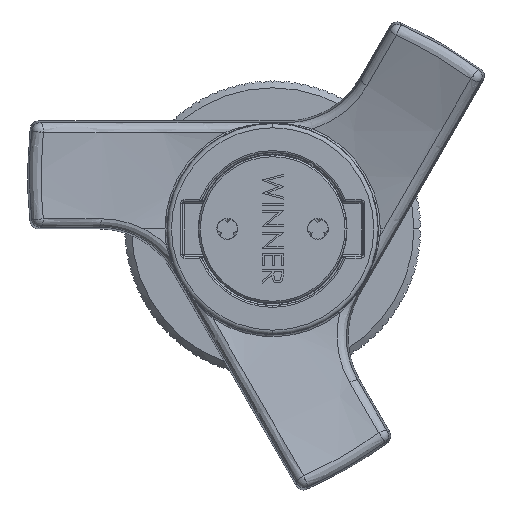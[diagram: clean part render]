
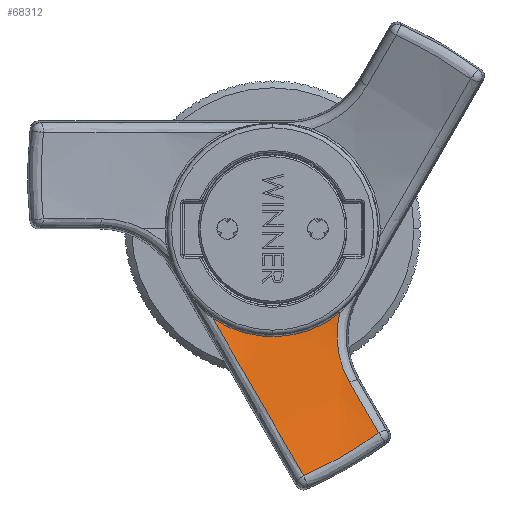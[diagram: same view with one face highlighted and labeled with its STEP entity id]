
A CAD part, left-side view. The second image highlights one B-rep face of the part: STEP entity #68312.
In plain terms, the highlighted spherical face has radius 70 mm.
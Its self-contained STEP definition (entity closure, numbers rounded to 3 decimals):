
#1402 = AXIS2_PLACEMENT_3D ( 'NONE', #99824, #6196, #7198 ) ;
#1768 = VERTEX_POINT ( 'NONE', #96360 ) ;
#3078 = CARTESIAN_POINT ( 'NONE',  ( -86.587, -7.991, -15.592 ) ) ;
#5018 = CARTESIAN_POINT ( 'NONE',  ( -89.388, -1.971, -26.233 ) ) ;
#6196 = DIRECTION ( 'NONE',  ( 0., 0., 1. ) ) ;
#7198 = DIRECTION ( 'NONE',  ( 0., 1., 0. ) ) ;
#8247 = B_SPLINE_CURVE_WITH_KNOTS ( 'NONE', 3,
 ( #78437, #31550, #69945, #79116 ),
 .UNSPECIFIED., .F., .F.,
 ( 4, 4 ),
 ( 0., 0.01 ),
 .UNSPECIFIED. ) ;
#9392 = EDGE_CURVE ( 'NONE', #48267, #1768, #56666, .T. ) ;
#10926 = CARTESIAN_POINT ( 'NONE',  ( -85.72, -7.668, -11.377 ) ) ;
#11261 = CARTESIAN_POINT ( 'NONE',  ( -85.897, -7.601, -12.441 ) ) ;
#13623 = B_SPLINE_CURVE_WITH_KNOTS ( 'NONE', 3,
 ( #43536, #90453, #59490, #20360, #43875, #51673, #5018, #81598 ),
 .UNSPECIFIED., .F., .F.,
 ( 4, 2, 2, 4 ),
 ( 0.007, 0.013, 0.018, 0.029 ),
 .UNSPECIFIED. ) ;
#17773 = CARTESIAN_POINT ( 'NONE',  ( -85.962, -7.601, -12.795 ) ) ;
#20360 = CARTESIAN_POINT ( 'NONE',  ( -86.506, 3.385, -16.953 ) ) ;
#20985 = FACE_OUTER_BOUND ( 'NONE', #87850, .T. ) ;
#23888 = ORIENTED_EDGE ( 'NONE', *, *, #9392, .T. ) ;
#25917 = CARTESIAN_POINT ( 'NONE',  ( -86.415, -7.824, -14.913 ) ) ;
#26253 = CARTESIAN_POINT ( 'NONE',  ( -85.53, -7.927, -9.961 ) ) ;
#26593 = CARTESIAN_POINT ( 'NONE',  ( -86.959, -8.449, -16.908 ) ) ;
#29713 = DIRECTION ( 'NONE',  ( 1., 0., 0. ) ) ;
#31186 = CARTESIAN_POINT ( 'NONE',  ( -87.371, -9.091, -18.152 ) ) ;
#31550 = CARTESIAN_POINT ( 'NONE',  ( -90.392, -6.783, -27.812 ) ) ;
#32394 = EDGE_CURVE ( 'NONE', #65276, #79591, #69492, .T. ) ;
#34433 = CARTESIAN_POINT ( 'NONE',  ( -85.617, -7.771, -10.668 ) ) ;
#34926 = ORIENTED_EDGE ( 'NONE', *, *, #100352, .T. ) ;
#36268 = CARTESIAN_POINT ( 'NONE',  ( -87.371, -9.091, -18.152 ) ) ;
#36309 = ORIENTED_EDGE ( 'NONE', *, *, #39195, .T. ) ;
#37133 = CARTESIAN_POINT ( 'NONE',  ( -89.842, -12.52, -24.09 ) ) ;
#39195 = EDGE_CURVE ( 'NONE', #1768, #60476, #13623, .T. ) ;
#43471 = CARTESIAN_POINT ( 'NONE',  ( -90.844, -3.676, -29.186 ) ) ;
#43536 = CARTESIAN_POINT ( 'NONE',  ( -85.53, 7.053, -10.597 ) ) ;
#43875 = CARTESIAN_POINT ( 'NONE',  ( -86.878, 2.478, -18.524 ) ) ;
#45536 = CARTESIAN_POINT ( 'NONE',  ( -89.842, -12.52, -24.09 ) ) ;
#46197 = CARTESIAN_POINT ( 'NONE',  ( -88.9, -11.399, -22.149 ) ) ;
#48267 = VERTEX_POINT ( 'NONE', #90572 ) ;
#50410 = EDGE_CURVE ( 'NONE', #60476, #65276, #8247, .T. ) ;
#51673 = CARTESIAN_POINT ( 'NONE',  ( -88.215, -0.22, -23.198 ) ) ;
#54314 = CARTESIAN_POINT ( 'NONE',  ( -88.075, -10.254, -20.167 ) ) ;
#56666 = CIRCLE ( 'NONE', #88263, 12.73 ) ;
#57539 = CARTESIAN_POINT ( 'NONE',  ( -86.103, -7.636, -13.504 ) ) ;
#58767 = ORIENTED_EDGE ( 'NONE', *, *, #32394, .T. ) ;
#59490 = CARTESIAN_POINT ( 'NONE',  ( -85.908, 5.21, -13.791 ) ) ;
#60476 = VERTEX_POINT ( 'NONE', #43471 ) ;
#64371 = CARTESIAN_POINT ( 'NONE',  ( -87.371, -9.091, -18.152 ) ) ;
#65276 = VERTEX_POINT ( 'NONE', #37133 ) ;
#65354 = CARTESIAN_POINT ( 'NONE',  ( -85.571, -7.84, -10.311 ) ) ;
#68312 = ADVANCED_FACE ( 'NONE', ( #20985 ), #87957, .F. ) ;
#69492 = B_SPLINE_CURVE_WITH_KNOTS ( 'NONE', 3,
 ( #45536, #46197, #54314, #31186 ),
 .UNSPECIFIED., .F., .F.,
 ( 4, 4 ),
 ( 0., 0.007 ),
 .UNSPECIFIED. ) ;
#69640 = ORIENTED_EDGE ( 'NONE', *, *, #50410, .T. ) ;
#69945 = CARTESIAN_POINT ( 'NONE',  ( -90.057, -9.754, -26.103 ) ) ;
#73151 = CARTESIAN_POINT ( 'NONE',  ( -87.16, -8.741, -17.548 ) ) ;
#76256 = DIRECTION ( 'NONE',  ( 0., 0., 1. ) ) ;
#78437 = CARTESIAN_POINT ( 'NONE',  ( -90.844, -3.676, -29.186 ) ) ;
#79116 = CARTESIAN_POINT ( 'NONE',  ( -89.842, -12.52, -24.09 ) ) ;
#79591 = VERTEX_POINT ( 'NONE', #36268 ) ;
#81598 = CARTESIAN_POINT ( 'NONE',  ( -90.844, -3.676, -29.186 ) ) ;
#83448 = CARTESIAN_POINT ( 'NONE',  ( -85.53, 0., 0. ) ) ;
#87849 = CARTESIAN_POINT ( 'NONE',  ( -85.776, -7.634, -11.732 ) ) ;
#87850 = EDGE_LOOP ( 'NONE', ( #34926, #23888, #36309, #69640, #58767 ) ) ;
#87957 = SPHERICAL_SURFACE ( 'NONE', #1402, 70. ) ;
#88263 = AXIS2_PLACEMENT_3D ( 'NONE', #83448, #29713, #76256 ) ;
#88482 = B_SPLINE_CURVE_WITH_KNOTS ( 'NONE', 3,
 ( #64371, #73151, #26593, #3078, #25917, #95347, #57539, #17773, #11261, #87849, #10926, #34433, #65354, #26253 ),
 .UNSPECIFIED., .F., .F.,
 ( 4, 2, 2, 2, 2, 2, 4 ),
 ( 0., 0.002, 0.004, 0.005, 0.007, 0.008, 0.009 ),
 .UNSPECIFIED. ) ;
#90453 = CARTESIAN_POINT ( 'NONE',  ( -85.682, 6.131, -12.195 ) ) ;
#90572 = CARTESIAN_POINT ( 'NONE',  ( -85.53, -7.927, -9.961 ) ) ;
#95347 = CARTESIAN_POINT ( 'NONE',  ( -86.178, -7.67, -13.86 ) ) ;
#96360 = CARTESIAN_POINT ( 'NONE',  ( -85.53, 7.053, -10.597 ) ) ;
#99824 = CARTESIAN_POINT ( 'NONE',  ( -154.363, 0., 0. ) ) ;
#100352 = EDGE_CURVE ( 'NONE', #79591, #48267, #88482, .T. ) ;
